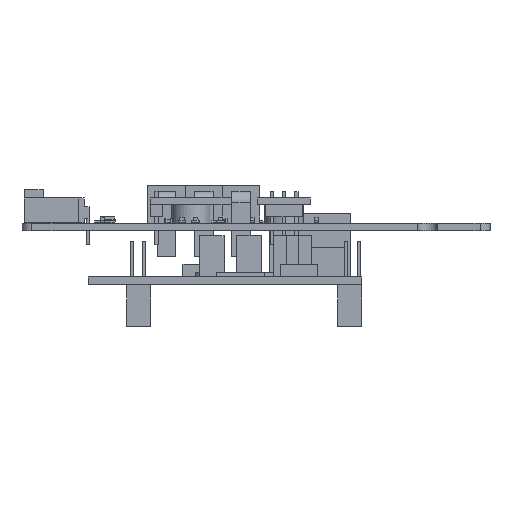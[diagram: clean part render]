
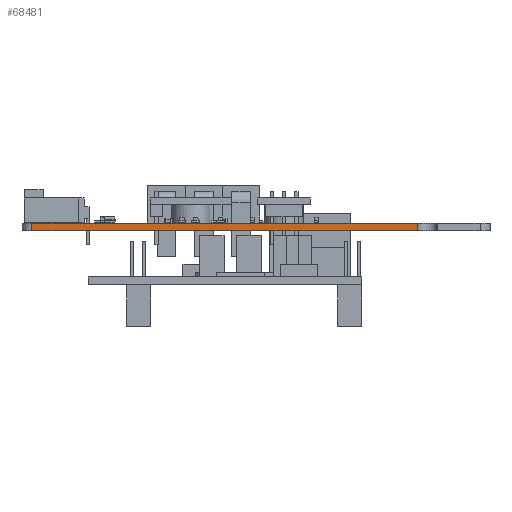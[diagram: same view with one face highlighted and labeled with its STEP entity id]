
A CAD part, left-side view. The second image highlights one B-rep face of the part: STEP entity #68481.
In plain terms, the highlighted planar face has unit normal (-1, 0, 0).
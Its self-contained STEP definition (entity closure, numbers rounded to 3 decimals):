
#59648 = CYLINDRICAL_SURFACE('',#59649,2.032);
#59649 = AXIS2_PLACEMENT_3D('',#59650,#59651,#59652);
#59650 = CARTESIAN_POINT('',(45.72,-133.35,0.));
#59651 = DIRECTION('',(0.,0.,-1.));
#59652 = DIRECTION('',(1.,0.,0.));
#59676 = PLANE('',#59677);
#59677 = AXIS2_PLACEMENT_3D('',#59678,#59679,#59680);
#59678 = CARTESIAN_POINT('',(110.93,-99.484,1.6));
#59679 = DIRECTION('',(0.,0.,1.));
#59680 = DIRECTION('',(1.,0.,0.));
#59730 = PLANE('',#59731);
#59731 = AXIS2_PLACEMENT_3D('',#59732,#59733,#59734);
#59732 = CARTESIAN_POINT('',(110.93,-99.484,0.));
#59733 = DIRECTION('',(0.,0.,1.));
#59734 = DIRECTION('',(1.,0.,0.));
#59747 = VERTEX_POINT('',#59748);
#59748 = CARTESIAN_POINT('',(45.72,-131.318,1.6));
#59770 = EDGE_CURVE('',#59771,#59747,#59773,.T.);
#59771 = VERTEX_POINT('',#59772);
#59772 = CARTESIAN_POINT('',(45.72,-131.318,0.));
#59773 = SURFACE_CURVE('',#59774,(#59778,#59785),.PCURVE_S1.);
#59774 = LINE('',#59775,#59776);
#59775 = CARTESIAN_POINT('',(45.72,-131.318,0.));
#59776 = VECTOR('',#59777,1.);
#59777 = DIRECTION('',(0.,0.,1.));
#59778 = PCURVE('',#59648,#59779);
#59779 = DEFINITIONAL_REPRESENTATION('',(#59780),#59784);
#59780 = LINE('',#59781,#59782);
#59781 = CARTESIAN_POINT('',(-7.854,0.));
#59782 = VECTOR('',#59783,1.);
#59783 = DIRECTION('',(0.,-1.));
#59784 = ( GEOMETRIC_REPRESENTATION_CONTEXT(2) 
PARAMETRIC_REPRESENTATION_CONTEXT() REPRESENTATION_CONTEXT('2D SPACE',''
  ) );
#59785 = PCURVE('',#59786,#59791);
#59786 = PLANE('',#59787);
#59787 = AXIS2_PLACEMENT_3D('',#59788,#59789,#59790);
#59788 = CARTESIAN_POINT('',(45.72,-52.578,0.));
#59789 = DIRECTION('',(1.,0.,0.));
#59790 = DIRECTION('',(0.,-1.,0.));
#59791 = DEFINITIONAL_REPRESENTATION('',(#59792),#59796);
#59792 = LINE('',#59793,#59794);
#59793 = CARTESIAN_POINT('',(78.74,0.));
#59794 = VECTOR('',#59795,1.);
#59795 = DIRECTION('',(0.,-1.));
#59796 = ( GEOMETRIC_REPRESENTATION_CONTEXT(2) 
PARAMETRIC_REPRESENTATION_CONTEXT() REPRESENTATION_CONTEXT('2D SPACE',''
  ) );
#60268 = VERTEX_POINT('',#60269);
#60269 = CARTESIAN_POINT('',(45.72,-52.578,0.));
#60284 = CYLINDRICAL_SURFACE('',#60285,2.032);
#60285 = AXIS2_PLACEMENT_3D('',#60286,#60287,#60288);
#60286 = CARTESIAN_POINT('',(47.752,-52.578,0.));
#60287 = DIRECTION('',(0.,0.,-1.));
#60288 = DIRECTION('',(1.,0.,0.));
#60296 = EDGE_CURVE('',#60268,#59771,#60297,.T.);
#60297 = SURFACE_CURVE('',#60298,(#60302,#60309),.PCURVE_S1.);
#60298 = LINE('',#60299,#60300);
#60299 = CARTESIAN_POINT('',(45.72,-52.578,0.));
#60300 = VECTOR('',#60301,1.);
#60301 = DIRECTION('',(0.,-1.,0.));
#60302 = PCURVE('',#59730,#60303);
#60303 = DEFINITIONAL_REPRESENTATION('',(#60304),#60308);
#60304 = LINE('',#60305,#60306);
#60305 = CARTESIAN_POINT('',(-65.21,46.906));
#60306 = VECTOR('',#60307,1.);
#60307 = DIRECTION('',(0.,-1.));
#60308 = ( GEOMETRIC_REPRESENTATION_CONTEXT(2) 
PARAMETRIC_REPRESENTATION_CONTEXT() REPRESENTATION_CONTEXT('2D SPACE',''
  ) );
#60309 = PCURVE('',#59786,#60310);
#60310 = DEFINITIONAL_REPRESENTATION('',(#60311),#60315);
#60311 = LINE('',#60312,#60313);
#60312 = CARTESIAN_POINT('',(0.,0.));
#60313 = VECTOR('',#60314,1.);
#60314 = DIRECTION('',(1.,0.));
#60315 = ( GEOMETRIC_REPRESENTATION_CONTEXT(2) 
PARAMETRIC_REPRESENTATION_CONTEXT() REPRESENTATION_CONTEXT('2D SPACE',''
  ) );
#64875 = VERTEX_POINT('',#64876);
#64876 = CARTESIAN_POINT('',(45.72,-52.578,1.6));
#64898 = EDGE_CURVE('',#64875,#59747,#64899,.T.);
#64899 = SURFACE_CURVE('',#64900,(#64904,#64911),.PCURVE_S1.);
#64900 = LINE('',#64901,#64902);
#64901 = CARTESIAN_POINT('',(45.72,-52.578,1.6));
#64902 = VECTOR('',#64903,1.);
#64903 = DIRECTION('',(0.,-1.,0.));
#64904 = PCURVE('',#59676,#64905);
#64905 = DEFINITIONAL_REPRESENTATION('',(#64906),#64910);
#64906 = LINE('',#64907,#64908);
#64907 = CARTESIAN_POINT('',(-65.21,46.906));
#64908 = VECTOR('',#64909,1.);
#64909 = DIRECTION('',(0.,-1.));
#64910 = ( GEOMETRIC_REPRESENTATION_CONTEXT(2) 
PARAMETRIC_REPRESENTATION_CONTEXT() REPRESENTATION_CONTEXT('2D SPACE',''
  ) );
#64911 = PCURVE('',#59786,#64912);
#64912 = DEFINITIONAL_REPRESENTATION('',(#64913),#64917);
#64913 = LINE('',#64914,#64915);
#64914 = CARTESIAN_POINT('',(0.,-1.6));
#64915 = VECTOR('',#64916,1.);
#64916 = DIRECTION('',(1.,0.));
#64917 = ( GEOMETRIC_REPRESENTATION_CONTEXT(2) 
PARAMETRIC_REPRESENTATION_CONTEXT() REPRESENTATION_CONTEXT('2D SPACE',''
  ) );
#68481 = ADVANCED_FACE('',(#68482),#59786,.F.);
#68482 = FACE_BOUND('',#68483,.F.);
#68483 = EDGE_LOOP('',(#68484,#68505,#68506,#68507));
#68484 = ORIENTED_EDGE('',*,*,#68485,.T.);
#68485 = EDGE_CURVE('',#60268,#64875,#68486,.T.);
#68486 = SURFACE_CURVE('',#68487,(#68491,#68498),.PCURVE_S1.);
#68487 = LINE('',#68488,#68489);
#68488 = CARTESIAN_POINT('',(45.72,-52.578,0.));
#68489 = VECTOR('',#68490,1.);
#68490 = DIRECTION('',(0.,0.,1.));
#68491 = PCURVE('',#59786,#68492);
#68492 = DEFINITIONAL_REPRESENTATION('',(#68493),#68497);
#68493 = LINE('',#68494,#68495);
#68494 = CARTESIAN_POINT('',(0.,0.));
#68495 = VECTOR('',#68496,1.);
#68496 = DIRECTION('',(0.,-1.));
#68497 = ( GEOMETRIC_REPRESENTATION_CONTEXT(2) 
PARAMETRIC_REPRESENTATION_CONTEXT() REPRESENTATION_CONTEXT('2D SPACE',''
  ) );
#68498 = PCURVE('',#60284,#68499);
#68499 = DEFINITIONAL_REPRESENTATION('',(#68500),#68504);
#68500 = LINE('',#68501,#68502);
#68501 = CARTESIAN_POINT('',(-3.142,0.));
#68502 = VECTOR('',#68503,1.);
#68503 = DIRECTION('',(0.,-1.));
#68504 = ( GEOMETRIC_REPRESENTATION_CONTEXT(2) 
PARAMETRIC_REPRESENTATION_CONTEXT() REPRESENTATION_CONTEXT('2D SPACE',''
  ) );
#68505 = ORIENTED_EDGE('',*,*,#64898,.T.);
#68506 = ORIENTED_EDGE('',*,*,#59770,.F.);
#68507 = ORIENTED_EDGE('',*,*,#60296,.F.);
